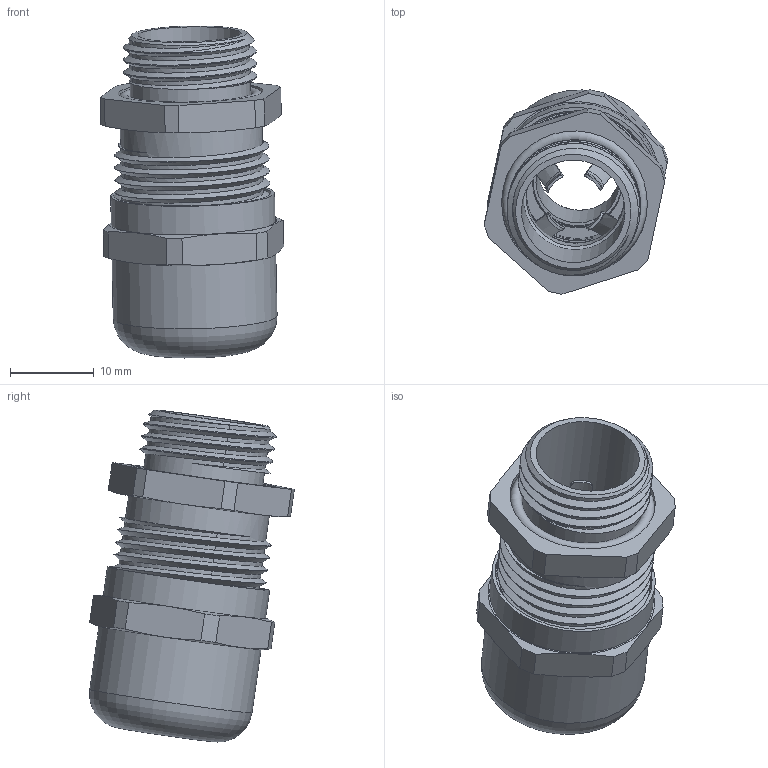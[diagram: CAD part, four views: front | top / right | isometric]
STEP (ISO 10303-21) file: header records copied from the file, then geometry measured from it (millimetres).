
FILE_DESCRIPTION(/* description */ ('Euro-Top-EMV 3/M M16x1,5 - B'),/* implementation_level */ '2;1');
FILE_NAME(/* name */ '61084516-RST.stp',/* time_stamp */ '2025-11-20T13:41:22+01:00',/* author */ ('sl'),/* organization */ (''),/* preprocessor_version */ 'ST-DEVELOPER v16.5',/* originating_system */ 'Autodesk Inventor 2017',/* authorisation */ '');
FILE_SCHEMA (('CONFIG_CONTROL_DESIGN'));
Length unit declared in the file: millimetre
Products named in the file (8): 61084516; 61084516_1; Euro-Top-EMV-03-BT-0055-61084516; 61084516_2; 61084516_3; 61084516_4; 61084516_5; 61084516_6
Assembly tree (7 placements, depth 2):
  61084516
    61084516_1
    Euro-Top-EMV-03-BT-0055-61084516
    61084516_2
    61084516_3
    61084516_4
    61084516_5
    61084516_6
Bounding box: 21.93 x 24.47 x 39.68 mm (x, y, z)
Volume: 4475.8 mm3; surface area: 10199.9 mm2
Topology: 7 solids, 7 shells, 418 faces, 1152 edges, 759 vertices
Faces by surface type: plane 188, cylinder 127, cone 44, torus 43, bspline 16
Full cylindrical faces by diameter (mm): 9.96 x1, 10.5 x1, 10.66 x2, 11.26 x1, 11.74 x1, 12.38 x1, 13 x1, 13.5 x1, 13.76 x1, 13.79 x1, 14.388 x4, 14.4 x1, 14.81 x1, 15.36 x1, 15.6 x1, 16.92 x1, 16.978 x5, 17.432 x1, 18.822 x9, 19.6 x2
Entity records: 17085 total; most frequent: CARTESIAN_POINT 6976, ORIENTED_EDGE 2096, DIRECTION 2075, EDGE_CURVE 1048, AXIS2_PLACEMENT_3D 818, VERTEX_POINT 712, EDGE_LOOP 466, LINE 439
